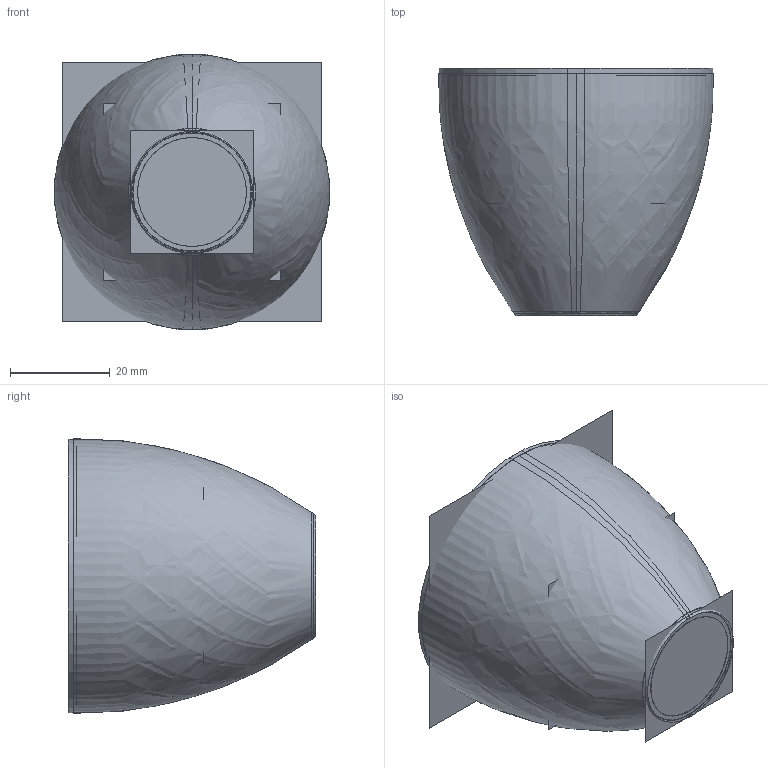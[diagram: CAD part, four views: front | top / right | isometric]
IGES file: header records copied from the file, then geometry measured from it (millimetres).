
Start section:  PTC IGES file: 226938_sm01.igs
Global section: file name: 226938_sm01.igs; native system: Creo Parametric by PTC Inc.; preprocessor: 2019292; author: PDMAdmin; organization: Unknown; date: 20220104.102841; units: millimetre
Bounding box: 55.02 x 49.56 x 55.11 mm (x, y, z)
Surface area: 108622.9 mm2 (no closed solid volume)
Topology: 0 solids, 2 shells, 156 faces, 838 edges, 1076 vertices
Faces by surface type: revolution 102, bspline 54
